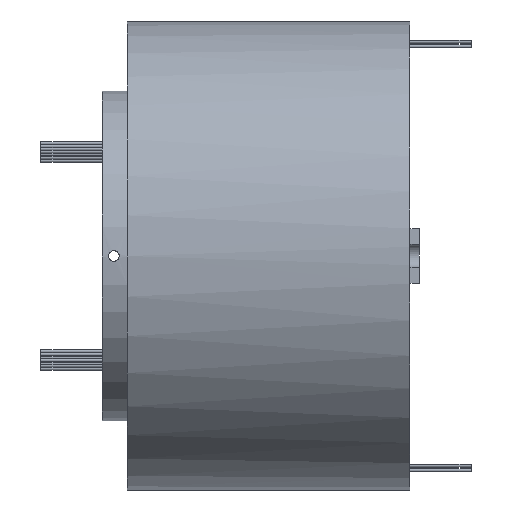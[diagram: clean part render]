
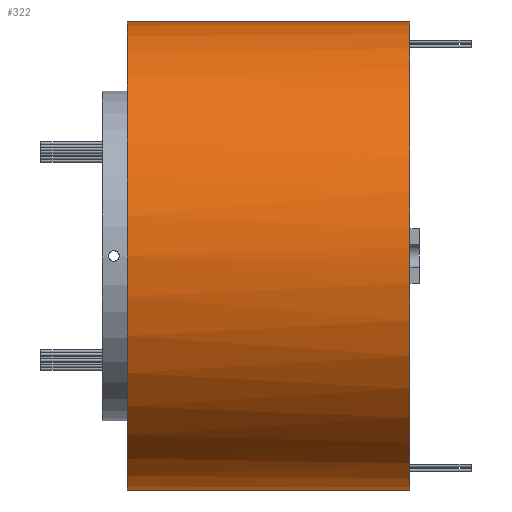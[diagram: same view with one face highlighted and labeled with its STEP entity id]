
A CAD part, front view. The second image highlights one B-rep face of the part: STEP entity #322.
In plain terms, the highlighted cylindrical face has radius 149 mm (diameter 298 mm), a partial arc.
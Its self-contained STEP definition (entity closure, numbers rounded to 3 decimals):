
#322=ADVANCED_FACE('',(#679),#542,.T.);
#542=CYLINDRICAL_SURFACE('',#3976,149.);
#679=FACE_OUTER_BOUND('',#971,.T.);
#971=EDGE_LOOP('',(#2035,#2036,#2037,#2038,#2039,#2040));
#1272=LINE('',#6288,#1494);
#1273=LINE('',#6292,#1495);
#1494=VECTOR('',#4726,1.);
#1495=VECTOR('',#4729,1.);
#2035=ORIENTED_EDGE('',*,*,#3191,.F.);
#2036=ORIENTED_EDGE('',*,*,#3250,.F.);
#2037=ORIENTED_EDGE('',*,*,#3299,.F.);
#2038=ORIENTED_EDGE('',*,*,#3246,.F.);
#2039=ORIENTED_EDGE('',*,*,#3193,.T.);
#2040=ORIENTED_EDGE('',*,*,#3298,.T.);
#2848=VERTEX_POINT('',#6286);
#2850=VERTEX_POINT('',#6289);
#2851=VERTEX_POINT('',#6291);
#2852=VERTEX_POINT('',#6293);
#2874=VERTEX_POINT('',#6462);
#2877=VERTEX_POINT('',#6468);
#3191=EDGE_CURVE('',#2848,#2850,#1272,.T.);
#3193=EDGE_CURVE('',#2852,#2851,#1273,.T.);
#3246=EDGE_CURVE('',#2852,#2874,#3589,.T.);
#3250=EDGE_CURVE('',#2877,#2848,#3590,.T.);
#3298=EDGE_CURVE('',#2851,#2850,#3626,.T.);
#3299=EDGE_CURVE('',#2874,#2877,#3627,.T.);
#3589=CIRCLE('',#3931,149.);
#3590=CIRCLE('',#3932,149.);
#3626=CIRCLE('',#3973,149.);
#3627=CIRCLE('',#3975,149.);
#3931=AXIS2_PLACEMENT_3D('',#6461,#4824,#4825);
#3932=AXIS2_PLACEMENT_3D('',#6469,#4829,#4830);
#3973=AXIS2_PLACEMENT_3D('',#6566,#4922,#4923);
#3975=AXIS2_PLACEMENT_3D('',#6568,#4926,#4927);
#3976=AXIS2_PLACEMENT_3D('',#6569,#4928,#4929);
#4726=DIRECTION('',(-1.,0.,0.));
#4729=DIRECTION('',(-1.,0.,0.));
#4824=DIRECTION('',(1.,0.,0.));
#4825=DIRECTION('',(0.,0.,-1.));
#4829=DIRECTION('',(1.,0.,0.));
#4830=DIRECTION('',(0.,0.,-1.));
#4922=DIRECTION('',(1.,0.,0.));
#4923=DIRECTION('',(0.,0.,-1.));
#4926=DIRECTION('',(1.,0.,0.));
#4927=DIRECTION('',(0.,0.,-1.));
#4928=DIRECTION('',(-1.,0.,0.));
#4929=DIRECTION('',(0.,0.,-1.));
#6286=CARTESIAN_POINT('',(196.,0.,-149.));
#6288=CARTESIAN_POINT('',(196.,0.,-149.));
#6289=CARTESIAN_POINT('',(16.,0.,-149.));
#6291=CARTESIAN_POINT('',(16.,0.,149.));
#6292=CARTESIAN_POINT('',(196.,0.,149.));
#6293=CARTESIAN_POINT('',(196.,0.,149.));
#6461=CARTESIAN_POINT('',(196.,0.,0.));
#6462=CARTESIAN_POINT('',(196.,-147.969,17.5));
#6468=CARTESIAN_POINT('',(196.,-147.969,-17.5));
#6469=CARTESIAN_POINT('',(196.,0.,0.));
#6566=CARTESIAN_POINT('',(16.,0.,0.));
#6568=CARTESIAN_POINT('',(196.,0.,0.));
#6569=CARTESIAN_POINT('',(196.,0.,0.));
